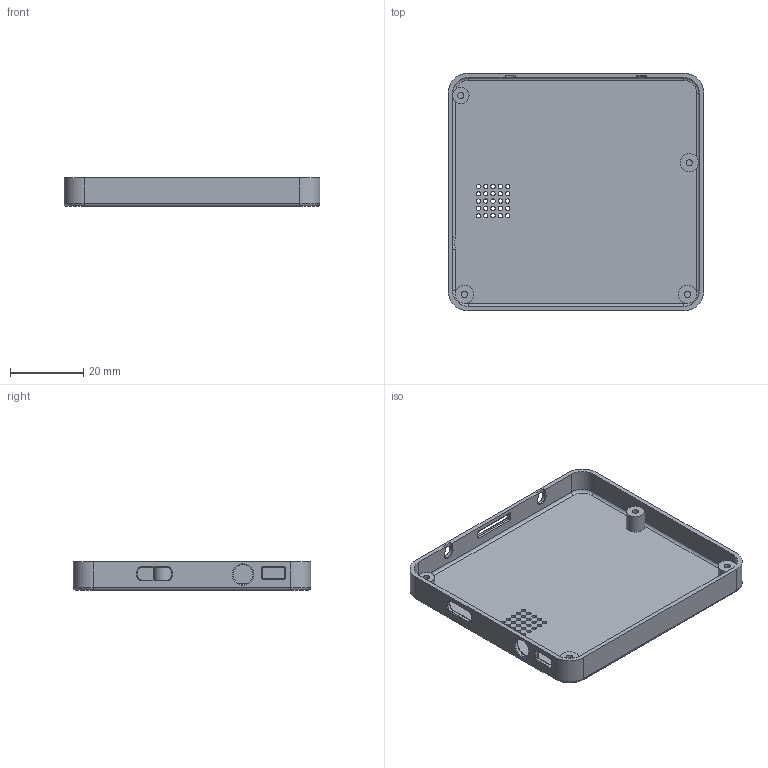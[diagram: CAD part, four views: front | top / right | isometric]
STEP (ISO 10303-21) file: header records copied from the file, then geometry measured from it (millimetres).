
FILE_DESCRIPTION(('HOOPS Exchange Step'),'2;1');
FILE_NAME('temp_export','2024-05-03T22:33:41+08:00',('eggfly'),('Shapr3D Limited'),'HOOPS Exchange 2024.2','Shapr3D','Authorized');
FILE_SCHEMA( ('AUTOMOTIVE_DESIGN { 1 0 10303 214 1 1 1 1 }') );
Length unit declared in the file: millimetre
Products named in the file (2): pillar; root
Assembly tree (1 placements, depth 2):
  root
    pillar
Bounding box: 69.97 x 64.97 x 7.8 mm (x, y, z)
Volume: 7208 mm3; surface area: 13092.8 mm2
Topology: 5 solids, 5 shells, 173 faces, 461 edges, 296 vertices
Faces by surface type: cylinder 89, plane 37, torus 34, cone 8, bspline 5
Full cylindrical faces by diameter (mm): 1.2 x25, 1.7 x4, 3 x2, 4.5 x1, 5 x3, 5.4 x1
Entity records: 5886 total; most frequent: CARTESIAN_POINT 1225, DIRECTION 1034, ORIENTED_EDGE 922, EDGE_CURVE 461, AXIS2_PLACEMENT_3D 432, VERTEX_POINT 296, CIRCLE 262, EDGE_LOOP 241
